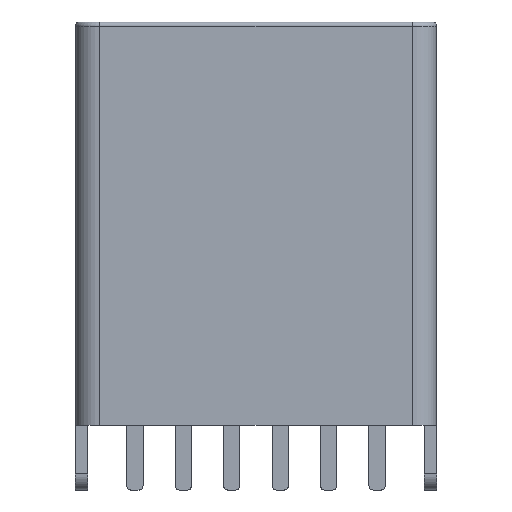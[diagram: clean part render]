
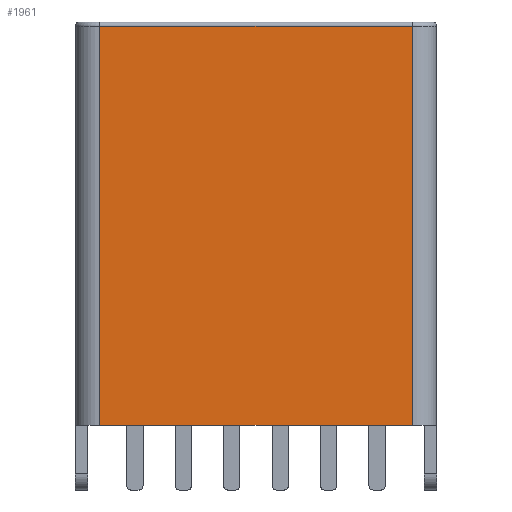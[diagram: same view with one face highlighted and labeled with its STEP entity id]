
A CAD part, front view. The second image highlights one B-rep face of the part: STEP entity #1961.
In plain terms, the highlighted planar face has unit normal (0, -1, 0).
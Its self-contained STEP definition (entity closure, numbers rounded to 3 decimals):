
#96=PLANE('',#2186);
#209=FACE_OUTER_BOUND('',#331,.T.);
#331=EDGE_LOOP('',(#1797,#1798,#1799,#1800));
#448=LINE('',#3099,#624);
#473=LINE('',#3245,#649);
#507=LINE('',#3423,#683);
#508=LINE('',#3425,#684);
#624=VECTOR('',#2486,10.);
#649=VECTOR('',#2609,10.);
#683=VECTOR('',#2783,10.);
#684=VECTOR('',#2786,10.);
#889=VERTEX_POINT('',#3096);
#890=VERTEX_POINT('',#3098);
#924=VERTEX_POINT('',#3237);
#926=VERTEX_POINT('',#3243);
#1113=EDGE_CURVE('',#889,#890,#448,.T.);
#1170=EDGE_CURVE('',#926,#924,#473,.T.);
#1243=EDGE_CURVE('',#924,#889,#507,.T.);
#1244=EDGE_CURVE('',#890,#926,#508,.T.);
#1797=ORIENTED_EDGE('',*,*,#1170,.F.);
#1798=ORIENTED_EDGE('',*,*,#1244,.F.);
#1799=ORIENTED_EDGE('',*,*,#1113,.F.);
#1800=ORIENTED_EDGE('',*,*,#1243,.F.);
#1961=ADVANCED_FACE('',(#209),#96,.T.);
#2186=AXIS2_PLACEMENT_3D('',#3424,#2784,#2785);
#2486=DIRECTION('',(-1.,0.,0.));
#2609=DIRECTION('',(1.,0.,0.));
#2783=DIRECTION('',(0.,0.,-1.));
#2784=DIRECTION('center_axis',(0.,-1.,0.));
#2785=DIRECTION('ref_axis',(1.,0.,0.));
#2786=DIRECTION('',(0.,0.,1.));
#3096=CARTESIAN_POINT('',(3.875,-1.58,0.));
#3098=CARTESIAN_POINT('',(-3.875,-1.58,0.));
#3099=CARTESIAN_POINT('',(4.475,-1.58,0.));
#3237=CARTESIAN_POINT('',(3.875,-1.58,9.9));
#3243=CARTESIAN_POINT('',(-3.875,-1.58,9.9));
#3245=CARTESIAN_POINT('',(-2.238,-1.58,9.9));
#3423=CARTESIAN_POINT('',(3.875,-1.58,0.));
#3424=CARTESIAN_POINT('Origin',(-4.475,-1.58,0.));
#3425=CARTESIAN_POINT('',(-3.875,-1.58,0.));
